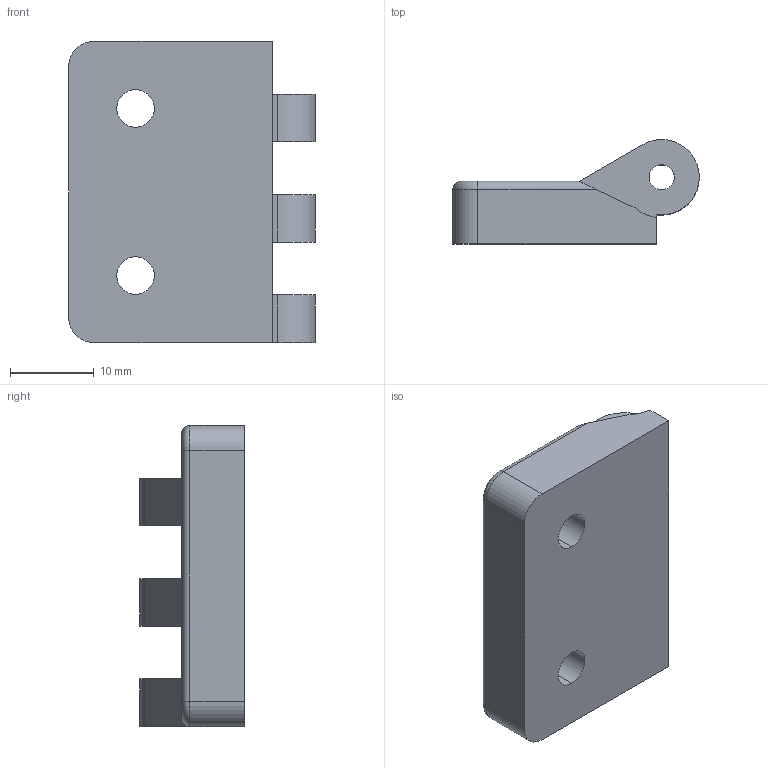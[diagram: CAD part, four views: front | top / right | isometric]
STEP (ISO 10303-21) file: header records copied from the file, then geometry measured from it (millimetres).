
FILE_DESCRIPTION (( 'STEP AP214' ), '1' );
FILE_NAME ('hinge.STEP', '2019-07-07T23:16:44', ( '' ), ( '' ), 'SwSTEP 2.0', 'SolidWorks 2018', '' );
FILE_SCHEMA (( 'AUTOMOTIVE_DESIGN' ));
Length unit declared in the file: millimetre
Products named in the file (1): hinge
Bounding box: 29.5 x 12.5 x 36 mm (x, y, z)
Volume: 6727.8 mm3; surface area: 3456.9 mm2
Topology: 1 solids, 1 shells, 50 faces, 131 edges, 83 vertices
Faces by surface type: cylinder 24, plane 20, cone 4, torus 2
Entity records: 1597 total; most frequent: DIRECTION 283, CARTESIAN_POINT 271, ORIENTED_EDGE 262, EDGE_CURVE 131, AXIS2_PLACEMENT_3D 103, VERTEX_POINT 83, VECTOR 77, LINE 77
